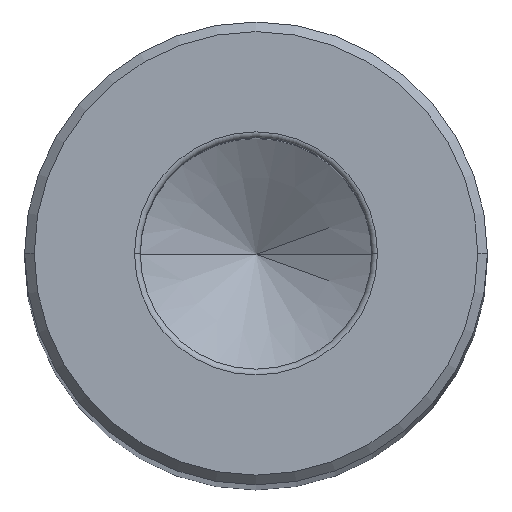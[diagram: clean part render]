
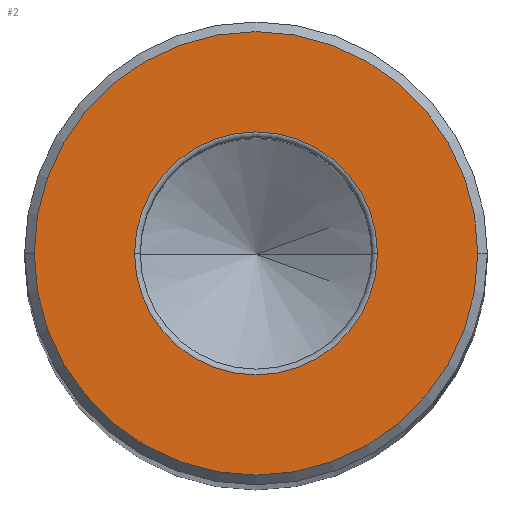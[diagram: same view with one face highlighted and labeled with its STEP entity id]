
A CAD part, top view. The second image highlights one B-rep face of the part: STEP entity #2.
In plain terms, the highlighted planar face has unit normal (0, 0, 1).
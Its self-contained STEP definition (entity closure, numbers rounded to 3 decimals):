
#2 = ADVANCED_FACE ( 'NONE', ( #187, #394 ), #486, .T. ) ;
#33 = VERTEX_POINT ( 'NONE', #181 ) ;
#43 = VERTEX_POINT ( 'NONE', #626 ) ;
#53 = ORIENTED_EDGE ( 'NONE', *, *, #480, .T. ) ;
#83 = EDGE_CURVE ( 'NONE', #304, #33, #488, .T. ) ;
#105 = DIRECTION ( 'NONE',  ( 1., 0., 0. ) ) ;
#112 = CIRCLE ( 'NONE', #305, 11.5 ) ;
#116 = CARTESIAN_POINT ( 'NONE',  ( 11.5, 0., 0. ) ) ;
#156 = CIRCLE ( 'NONE', #318, 6.3 ) ;
#170 = DIRECTION ( 'NONE',  ( 0., 0., 1. ) ) ;
#181 = CARTESIAN_POINT ( 'NONE',  ( -11.5, 0., 0. ) ) ;
#187 = FACE_BOUND ( 'NONE', #436, .T. ) ;
#192 = CARTESIAN_POINT ( 'NONE',  ( -6.3, 0., 0. ) ) ;
#224 = CARTESIAN_POINT ( 'NONE',  ( 0., 0., 0. ) ) ;
#229 = AXIS2_PLACEMENT_3D ( 'NONE', #513, #356, #105 ) ;
#230 = CARTESIAN_POINT ( 'NONE',  ( 0., 0., 0. ) ) ;
#248 = EDGE_LOOP ( 'NONE', ( #544, #423 ) ) ;
#249 = EDGE_CURVE ( 'NONE', #595, #43, #538, .T. ) ;
#304 = VERTEX_POINT ( 'NONE', #116 ) ;
#305 = AXIS2_PLACEMENT_3D ( 'NONE', #224, #170, #428 ) ;
#314 = EDGE_CURVE ( 'NONE', #33, #304, #112, .T. ) ;
#318 = AXIS2_PLACEMENT_3D ( 'NONE', #230, #433, #380 ) ;
#333 = DIRECTION ( 'NONE',  ( 0., 0., 1. ) ) ;
#337 = CARTESIAN_POINT ( 'NONE',  ( 0., 0., 0. ) ) ;
#356 = DIRECTION ( 'NONE',  ( 0., 0., -1. ) ) ;
#380 = DIRECTION ( 'NONE',  ( 1., 0., 0. ) ) ;
#383 = ORIENTED_EDGE ( 'NONE', *, *, #249, .T. ) ;
#394 = FACE_OUTER_BOUND ( 'NONE', #248, .T. ) ;
#423 = ORIENTED_EDGE ( 'NONE', *, *, #83, .T. ) ;
#428 = DIRECTION ( 'NONE',  ( 1., 0., 0. ) ) ;
#433 = DIRECTION ( 'NONE',  ( 0., 0., -1. ) ) ;
#436 = EDGE_LOOP ( 'NONE', ( #53, #383 ) ) ;
#437 = AXIS2_PLACEMENT_3D ( 'NONE', #639, #333, #534 ) ;
#480 = EDGE_CURVE ( 'NONE', #43, #595, #156, .T. ) ;
#486 = PLANE ( 'NONE',  #437 ) ;
#488 = CIRCLE ( 'NONE', #563, 11.5 ) ;
#513 = CARTESIAN_POINT ( 'NONE',  ( 0., 0., 0. ) ) ;
#534 = DIRECTION ( 'NONE',  ( 1., 0., 0. ) ) ;
#538 = CIRCLE ( 'NONE', #229, 6.3 ) ;
#539 = DIRECTION ( 'NONE',  ( 0., 0., 1. ) ) ;
#544 = ORIENTED_EDGE ( 'NONE', *, *, #314, .T. ) ;
#548 = DIRECTION ( 'NONE',  ( 1., 0., 0. ) ) ;
#563 = AXIS2_PLACEMENT_3D ( 'NONE', #337, #539, #548 ) ;
#595 = VERTEX_POINT ( 'NONE', #192 ) ;
#626 = CARTESIAN_POINT ( 'NONE',  ( 6.3, 0., 0. ) ) ;
#639 = CARTESIAN_POINT ( 'NONE',  ( 0., 0., 0. ) ) ;
